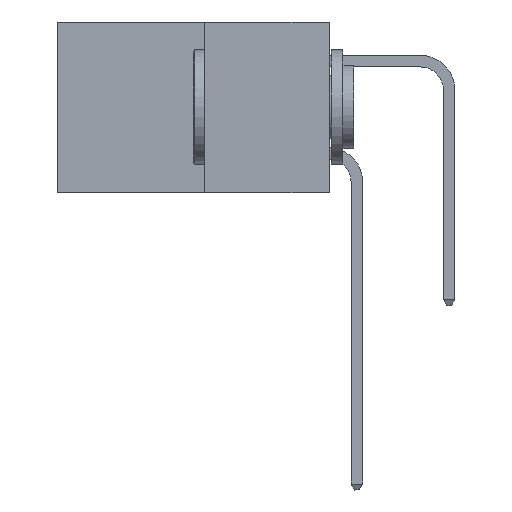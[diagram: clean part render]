
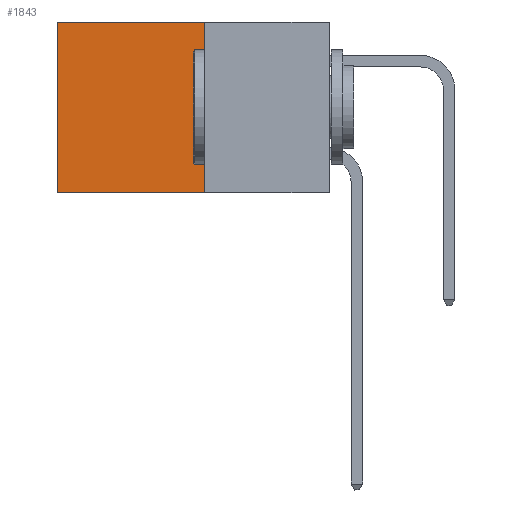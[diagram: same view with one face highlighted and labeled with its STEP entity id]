
A CAD part, left-side view. The second image highlights one B-rep face of the part: STEP entity #1843.
In plain terms, the highlighted planar face has unit normal (-1, 0, 0).
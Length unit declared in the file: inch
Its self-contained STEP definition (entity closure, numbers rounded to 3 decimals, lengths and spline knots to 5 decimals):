
#9 = DIRECTION ( 'NONE',  ( 0., 1., 0. ) ) ;
#1835 = CARTESIAN_POINT ( 'NONE',  ( 0.277, 0.59, 0. ) ) ;
#1843 = ADVANCED_FACE ( 'NONE', ( #20535 ), #10451, .F. ) ;
#2197 = EDGE_CURVE ( 'NONE', #14719, #18290, #2754, .T. ) ;
#2754 = LINE ( 'NONE', #16092, #3570 ) ;
#3570 = VECTOR ( 'NONE', #9, 39.37008 ) ;
#5393 = ORIENTED_EDGE ( 'NONE', *, *, #27206, .F. ) ;
#5770 = LINE ( 'NONE', #32363, #19004 ) ;
#5867 = LINE ( 'NONE', #9527, #12891 ) ;
#5896 = CARTESIAN_POINT ( 'NONE',  ( 0.277, 0.27, -0.37 ) ) ;
#8570 = DIRECTION ( 'NONE',  ( 0., 0., -1. ) ) ;
#9231 = ORIENTED_EDGE ( 'NONE', *, *, #29064, .F. ) ;
#9527 = CARTESIAN_POINT ( 'NONE',  ( 0.277, 0.27, -0.37 ) ) ;
#10344 = VERTEX_POINT ( 'NONE', #12227 ) ;
#10451 = PLANE ( 'NONE',  #14263 ) ;
#10459 = EDGE_LOOP ( 'NONE', ( #15789, #9231, #5393, #24933 ) ) ;
#12227 = CARTESIAN_POINT ( 'NONE',  ( 0.277, 0.59, -0.37 ) ) ;
#12891 = VECTOR ( 'NONE', #30555, 39.37008 ) ;
#14263 = AXIS2_PLACEMENT_3D ( 'NONE', #24212, #19399, #19433 ) ;
#14719 = VERTEX_POINT ( 'NONE', #18049 ) ;
#15022 = LINE ( 'NONE', #5896, #22839 ) ;
#15789 = ORIENTED_EDGE ( 'NONE', *, *, #23125, .T. ) ;
#16092 = CARTESIAN_POINT ( 'NONE',  ( 0.277, 0.27, 0. ) ) ;
#18049 = CARTESIAN_POINT ( 'NONE',  ( 0.277, 0.27, 0. ) ) ;
#18290 = VERTEX_POINT ( 'NONE', #1835 ) ;
#19004 = VECTOR ( 'NONE', #19359, 39.37008 ) ;
#19359 = DIRECTION ( 'NONE',  ( 0., 0., -1. ) ) ;
#19399 = DIRECTION ( 'NONE',  ( 1., 0., 0. ) ) ;
#19433 = DIRECTION ( 'NONE',  ( 0., 0., -1. ) ) ;
#20370 = VERTEX_POINT ( 'NONE', #23275 ) ;
#20535 = FACE_OUTER_BOUND ( 'NONE', #10459, .T. ) ;
#22839 = VECTOR ( 'NONE', #8570, 39.37008 ) ;
#23125 = EDGE_CURVE ( 'NONE', #18290, #10344, #5770, .T. ) ;
#23275 = CARTESIAN_POINT ( 'NONE',  ( 0.277, 0.27, -0.37 ) ) ;
#24212 = CARTESIAN_POINT ( 'NONE',  ( 0.277, 0.27, -0.37 ) ) ;
#24933 = ORIENTED_EDGE ( 'NONE', *, *, #2197, .T. ) ;
#27206 = EDGE_CURVE ( 'NONE', #14719, #20370, #15022, .T. ) ;
#29064 = EDGE_CURVE ( 'NONE', #20370, #10344, #5867, .T. ) ;
#30555 = DIRECTION ( 'NONE',  ( 0., 1., 0. ) ) ;
#32363 = CARTESIAN_POINT ( 'NONE',  ( 0.277, 0.59, -0.37 ) ) ;
